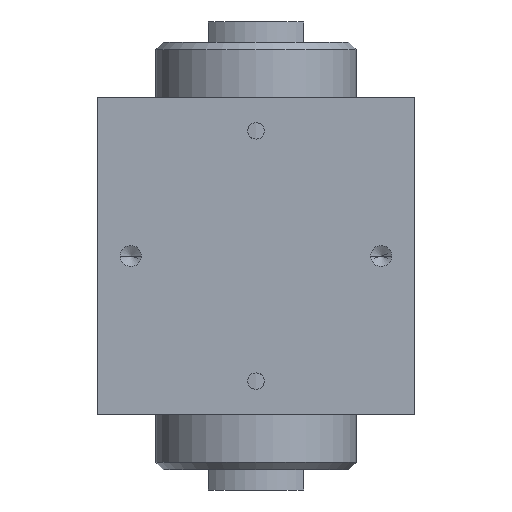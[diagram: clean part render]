
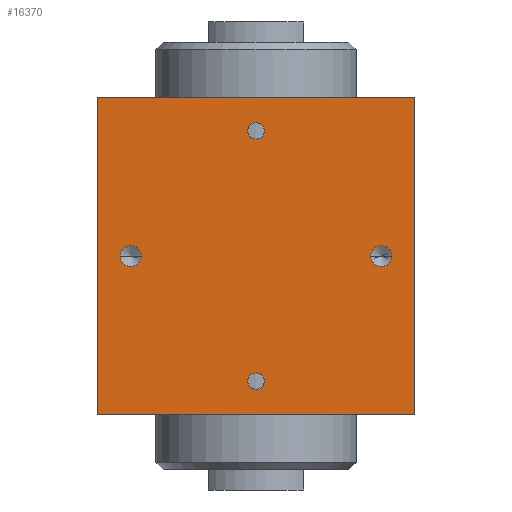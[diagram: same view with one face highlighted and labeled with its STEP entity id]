
A CAD part, front view. The second image highlights one B-rep face of the part: STEP entity #16370.
In plain terms, the highlighted planar face has unit normal (0, -1, 0).
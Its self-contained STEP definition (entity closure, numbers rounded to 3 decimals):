
#15380=CARTESIAN_POINT('',(88.,16.75,0.));
#15390=DIRECTION('',(-0.,-1.,-0.));
#15400=DIRECTION('',(-1.,0.,0.));
#15410=AXIS2_PLACEMENT_3D('',#15380,#15390,#15400);
#15420=PLANE('',#15410);
#15430=CARTESIAN_POINT('',(81.5,16.75,31.5));
#15440=DIRECTION('',(0.,-1.,0.));
#15450=DIRECTION('',(0.,0.,1.));
#15460=AXIS2_PLACEMENT_3D('',#15430,#15440,#15450);
#15470=CIRCLE('',#15460,2.1);
#15480=CARTESIAN_POINT('',(81.5,16.75,33.6));
#15490=VERTEX_POINT('',#15480);
#15500=CARTESIAN_POINT('',(81.5,16.75,29.4));
#15510=VERTEX_POINT('',#15500);
#15520=EDGE_CURVE('',#15490,#15510,#15470,.T.);
#15530=ORIENTED_EDGE('',*,*,#15520,.F.);
#15540=EDGE_CURVE('',#15510,#15490,#15470,.T.);
#15550=ORIENTED_EDGE('',*,*,#15540,.F.);
#15560=EDGE_LOOP('',(#15550,#15530));
#15570=FACE_BOUND('',#15560,.T.);
#15580=CARTESIAN_POINT('',(31.5,16.75,31.5));
#15590=DIRECTION('',(0.,-1.,0.));
#15600=DIRECTION('',(0.,0.,1.));
#15610=AXIS2_PLACEMENT_3D('',#15580,#15590,#15600);
#15620=CIRCLE('',#15610,2.1);
#15630=CARTESIAN_POINT('',(31.5,16.75,33.6));
#15640=VERTEX_POINT('',#15630);
#15650=CARTESIAN_POINT('',(31.5,16.75,29.4));
#15660=VERTEX_POINT('',#15650);
#15670=EDGE_CURVE('',#15640,#15660,#15620,.T.);
#15680=ORIENTED_EDGE('',*,*,#15670,.F.);
#15690=EDGE_CURVE('',#15660,#15640,#15620,.T.);
#15700=ORIENTED_EDGE('',*,*,#15690,.F.);
#15710=EDGE_LOOP('',(#15700,#15680));
#15720=FACE_BOUND('',#15710,.T.);
#15730=CARTESIAN_POINT('',(56.5,16.75,6.5));
#15740=DIRECTION('',(0.,-1.,0.));
#15750=DIRECTION('',(0.,0.,1.));
#15760=AXIS2_PLACEMENT_3D('',#15730,#15740,#15750);
#15770=CIRCLE('',#15760,1.65);
#15780=CARTESIAN_POINT('',(56.5,16.75,8.15));
#15790=VERTEX_POINT('',#15780);
#15800=CARTESIAN_POINT('',(56.5,16.75,4.85));
#15810=VERTEX_POINT('',#15800);
#15820=EDGE_CURVE('',#15790,#15810,#15770,.T.);
#15830=ORIENTED_EDGE('',*,*,#15820,.F.);
#15840=EDGE_CURVE('',#15810,#15790,#15770,.T.);
#15850=ORIENTED_EDGE('',*,*,#15840,.F.);
#15860=EDGE_LOOP('',(#15850,#15830));
#15870=FACE_BOUND('',#15860,.T.);
#15880=CARTESIAN_POINT('',(56.5,16.75,56.5));
#15890=DIRECTION('',(0.,-1.,0.));
#15900=DIRECTION('',(0.,0.,1.));
#15910=AXIS2_PLACEMENT_3D('',#15880,#15890,#15900);
#15920=CIRCLE('',#15910,1.65);
#15930=CARTESIAN_POINT('',(56.5,16.75,58.15));
#15940=VERTEX_POINT('',#15930);
#15950=CARTESIAN_POINT('',(56.5,16.75,54.85));
#15960=VERTEX_POINT('',#15950);
#15970=EDGE_CURVE('',#15940,#15960,#15920,.T.);
#15980=ORIENTED_EDGE('',*,*,#15970,.F.);
#15990=EDGE_CURVE('',#15960,#15940,#15920,.T.);
#16000=ORIENTED_EDGE('',*,*,#15990,.F.);
#16010=EDGE_LOOP('',(#16000,#15980));
#16020=FACE_BOUND('',#16010,.T.);
#16030=CARTESIAN_POINT('',(24.75,16.75,0.));
#16040=DIRECTION('',(0.,0.,1.));
#16050=VECTOR('',#16040,1.);
#16060=LINE('',#16030,#16050);
#16070=CARTESIAN_POINT('',(24.75,16.75,-0.25));
#16080=VERTEX_POINT('',#16070);
#16090=CARTESIAN_POINT('',(24.75,16.75,63.25));
#16100=VERTEX_POINT('',#16090);
#16110=EDGE_CURVE('',#16080,#16100,#16060,.T.);
#16120=ORIENTED_EDGE('',*,*,#16110,.F.);
#16130=CARTESIAN_POINT('',(88.,16.75,63.25));
#16140=DIRECTION('',(-1.,0.,0.));
#16150=VECTOR('',#16140,1.);
#16160=LINE('',#16130,#16150);
#16170=CARTESIAN_POINT('',(88.25,16.75,63.25));
#16180=VERTEX_POINT('',#16170);
#16190=EDGE_CURVE('',#16180,#16100,#16160,.T.);
#16200=ORIENTED_EDGE('',*,*,#16190,.T.);
#16210=CARTESIAN_POINT('',(88.25,16.75,0.));
#16220=DIRECTION('',(0.,0.,1.));
#16230=VECTOR('',#16220,1.);
#16240=LINE('',#16210,#16230);
#16250=CARTESIAN_POINT('',(88.25,16.75,-0.25));
#16260=VERTEX_POINT('',#16250);
#16270=EDGE_CURVE('',#16260,#16180,#16240,.T.);
#16280=ORIENTED_EDGE('',*,*,#16270,.T.);
#16290=CARTESIAN_POINT('',(88.,16.75,-0.25));
#16300=DIRECTION('',(-1.,0.,0.));
#16310=VECTOR('',#16300,1.);
#16320=LINE('',#16290,#16310);
#16330=EDGE_CURVE('',#16260,#16080,#16320,.T.);
#16340=ORIENTED_EDGE('',*,*,#16330,.F.);
#16350=EDGE_LOOP('',(#16340,#16280,#16200,#16120));
#16360=FACE_OUTER_BOUND('',#16350,.T.);
#16370=ADVANCED_FACE('',(#15570,#15720,#15870,#16020,#16360),#15420,.T.)
;
